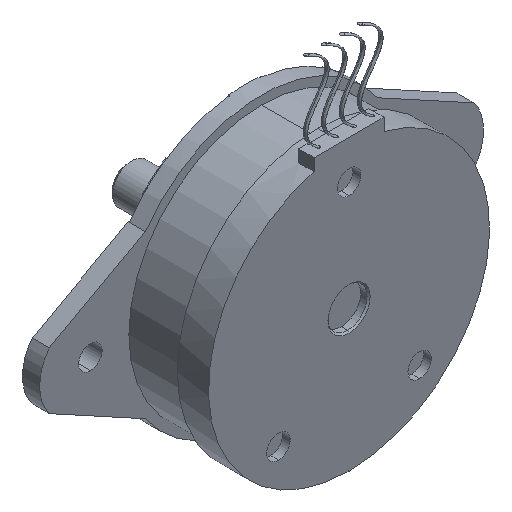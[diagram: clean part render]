
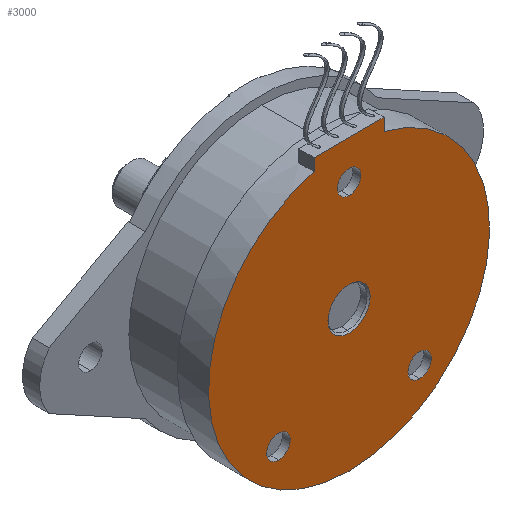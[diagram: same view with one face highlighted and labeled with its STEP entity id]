
A CAD part, isometric view. The second image highlights one B-rep face of the part: STEP entity #3000.
In plain terms, the highlighted planar face has unit normal (0, -1, 0).
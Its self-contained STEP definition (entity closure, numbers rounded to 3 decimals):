
#62 = CARTESIAN_POINT ( 'NONE',  ( -9.041, 0., -12.274 ) ) ;
#89 = CIRCLE ( 'NONE', #1270, 1.5 ) ;
#90 = ORIENTED_EDGE ( 'NONE', *, *, #5636, .T. ) ;
#118 = EDGE_CURVE ( 'NONE', #5366, #1253, #3632, .T. ) ;
#209 = CARTESIAN_POINT ( 'NONE',  ( 0., 0., 15.565 ) ) ;
#230 = DIRECTION ( 'NONE',  ( 0., 0., 1. ) ) ;
#244 = CARTESIAN_POINT ( 'NONE',  ( 0., 0., 0. ) ) ;
#250 = DIRECTION ( 'NONE',  ( 0., 1., 0. ) ) ;
#281 = AXIS2_PLACEMENT_3D ( 'NONE', #244, #298, #1632 ) ;
#298 = DIRECTION ( 'NONE',  ( 0., 1., 0. ) ) ;
#436 = CARTESIAN_POINT ( 'NONE',  ( -9.041, 0., -10.774 ) ) ;
#461 = VERTEX_POINT ( 'NONE', #4984 ) ;
#473 = VECTOR ( 'NONE', #3857, 1000. ) ;
#488 = DIRECTION ( 'NONE',  ( 0., 1., 0. ) ) ;
#759 = CIRCLE ( 'NONE', #3012, 1.5 ) ;
#784 = VERTEX_POINT ( 'NONE', #2310 ) ;
#854 = AXIS2_PLACEMENT_3D ( 'NONE', #4914, #1637, #4889 ) ;
#894 = CARTESIAN_POINT ( 'NONE',  ( 0., 0., 0. ) ) ;
#958 = CARTESIAN_POINT ( 'NONE',  ( -9.041, 0., -9.274 ) ) ;
#983 = VECTOR ( 'NONE', #3355, 1000. ) ;
#1069 = CIRCLE ( 'NONE', #3898, 1.5 ) ;
#1095 = CARTESIAN_POINT ( 'NONE',  ( 4.48, 0., -18.132 ) ) ;
#1111 = CARTESIAN_POINT ( 'NONE',  ( 4.48, 0., 17.434 ) ) ;
#1122 = CARTESIAN_POINT ( 'NONE',  ( 9.041, 0., -12.274 ) ) ;
#1178 = AXIS2_PLACEMENT_3D ( 'NONE', #5218, #2446, #4786 ) ;
#1184 = ORIENTED_EDGE ( 'NONE', *, *, #3345, .T. ) ;
#1187 = DIRECTION ( 'NONE',  ( 0., 0., 1. ) ) ;
#1196 = ORIENTED_EDGE ( 'NONE', *, *, #3386, .T. ) ;
#1253 = VERTEX_POINT ( 'NONE', #62 ) ;
#1270 = AXIS2_PLACEMENT_3D ( 'NONE', #1693, #250, #1671 ) ;
#1327 = DIRECTION ( 'NONE',  ( 0., 0., -1. ) ) ;
#1368 = ORIENTED_EDGE ( 'NONE', *, *, #4603, .T. ) ;
#1374 = CIRCLE ( 'NONE', #281, 18. ) ;
#1436 = EDGE_LOOP ( 'NONE', ( #1196, #4742 ) ) ;
#1458 = DIRECTION ( 'NONE',  ( 0., 0., 1. ) ) ;
#1497 = DIRECTION ( 'NONE',  ( 0., 1., 0. ) ) ;
#1542 = EDGE_CURVE ( 'NONE', #1253, #5366, #759, .T. ) ;
#1581 = DIRECTION ( 'NONE',  ( 0., 1., 0. ) ) ;
#1632 = DIRECTION ( 'NONE',  ( 0., 0., 1. ) ) ;
#1637 = DIRECTION ( 'NONE',  ( 0., 1., 0. ) ) ;
#1669 = FACE_OUTER_BOUND ( 'NONE', #4086, .T. ) ;
#1671 = DIRECTION ( 'NONE',  ( 0., 0., 1. ) ) ;
#1673 = ORIENTED_EDGE ( 'NONE', *, *, #1927, .F. ) ;
#1678 = ORIENTED_EDGE ( 'NONE', *, *, #1951, .T. ) ;
#1693 = CARTESIAN_POINT ( 'NONE',  ( 0., 0., 14.065 ) ) ;
#1863 = CIRCLE ( 'NONE', #2441, 2.7 ) ;
#1918 = DIRECTION ( 'NONE',  ( 0., 0., 1. ) ) ;
#1919 = ORIENTED_EDGE ( 'NONE', *, *, #5316, .F. ) ;
#1927 = EDGE_CURVE ( 'NONE', #3308, #461, #6021, .T. ) ;
#1951 = EDGE_CURVE ( 'NONE', #3693, #3817, #2132, .T. ) ;
#1971 = LINE ( 'NONE', #5691, #473 ) ;
#2047 = CIRCLE ( 'NONE', #3426, 1.5 ) ;
#2132 = CIRCLE ( 'NONE', #2227, 2.7 ) ;
#2198 = VERTEX_POINT ( 'NONE', #209 ) ;
#2227 = AXIS2_PLACEMENT_3D ( 'NONE', #4736, #1581, #4365 ) ;
#2267 = VECTOR ( 'NONE', #5674, 1000. ) ;
#2310 = CARTESIAN_POINT ( 'NONE',  ( 9.041, 0., -9.274 ) ) ;
#2441 = AXIS2_PLACEMENT_3D ( 'NONE', #894, #488, #2749 ) ;
#2446 = DIRECTION ( 'NONE',  ( 0., 1., 0. ) ) ;
#2501 = CARTESIAN_POINT ( 'NONE',  ( -4.48, 0., 19. ) ) ;
#2573 = FACE_BOUND ( 'NONE', #3516, .T. ) ;
#2590 = VERTEX_POINT ( 'NONE', #3902 ) ;
#2605 = VERTEX_POINT ( 'NONE', #3868 ) ;
#2630 = EDGE_CURVE ( 'NONE', #4172, #3212, #5760, .T. ) ;
#2691 = CARTESIAN_POINT ( 'NONE',  ( 9.041, 0., -10.774 ) ) ;
#2749 = DIRECTION ( 'NONE',  ( 0., 0., 1. ) ) ;
#2870 = ORIENTED_EDGE ( 'NONE', *, *, #4622, .F. ) ;
#2886 = CARTESIAN_POINT ( 'NONE',  ( 0., 0., 0. ) ) ;
#2952 = CARTESIAN_POINT ( 'NONE',  ( 0., 0., -2.7 ) ) ;
#3000 = ADVANCED_FACE ( 'NONE', ( #4980, #2573, #3076, #4013, #1669 ), #5895, .F. ) ;
#3012 = AXIS2_PLACEMENT_3D ( 'NONE', #436, #3274, #1918 ) ;
#3036 = CIRCLE ( 'NONE', #1178, 1.5 ) ;
#3058 = CARTESIAN_POINT ( 'NONE',  ( -9.041, 0., -10.774 ) ) ;
#3076 = FACE_BOUND ( 'NONE', #4810, .T. ) ;
#3161 = ORIENTED_EDGE ( 'NONE', *, *, #118, .T. ) ;
#3162 = CARTESIAN_POINT ( 'NONE',  ( 0., 0., 14.065 ) ) ;
#3212 = VERTEX_POINT ( 'NONE', #4546 ) ;
#3214 = ORIENTED_EDGE ( 'NONE', *, *, #1542, .T. ) ;
#3219 = CARTESIAN_POINT ( 'NONE',  ( 0., 0., -18. ) ) ;
#3274 = DIRECTION ( 'NONE',  ( 0., 1., 0. ) ) ;
#3308 = VERTEX_POINT ( 'NONE', #3219 ) ;
#3345 = EDGE_CURVE ( 'NONE', #3817, #3693, #1863, .T. ) ;
#3355 = DIRECTION ( 'NONE',  ( 1., 0., 0. ) ) ;
#3386 = EDGE_CURVE ( 'NONE', #2198, #2605, #1069, .T. ) ;
#3426 = AXIS2_PLACEMENT_3D ( 'NONE', #2691, #4149, #1327 ) ;
#3457 = VERTEX_POINT ( 'NONE', #1122 ) ;
#3516 = EDGE_LOOP ( 'NONE', ( #3161, #3214 ) ) ;
#3536 = AXIS2_PLACEMENT_3D ( 'NONE', #3058, #5391, #230 ) ;
#3632 = CIRCLE ( 'NONE', #3536, 1.5 ) ;
#3693 = VERTEX_POINT ( 'NONE', #2952 ) ;
#3817 = VERTEX_POINT ( 'NONE', #5872 ) ;
#3855 = EDGE_CURVE ( 'NONE', #2605, #2198, #89, .T. ) ;
#3857 = DIRECTION ( 'NONE',  ( 0., 0., 1. ) ) ;
#3868 = CARTESIAN_POINT ( 'NONE',  ( 0., 0., 12.565 ) ) ;
#3898 = AXIS2_PLACEMENT_3D ( 'NONE', #3162, #4897, #1187 ) ;
#3902 = CARTESIAN_POINT ( 'NONE',  ( -4.48, 0., 19. ) ) ;
#4003 = EDGE_LOOP ( 'NONE', ( #1678, #1184 ) ) ;
#4013 = FACE_BOUND ( 'NONE', #1436, .T. ) ;
#4086 = EDGE_LOOP ( 'NONE', ( #4209, #5512, #2870, #1919, #1673 ) ) ;
#4149 = DIRECTION ( 'NONE',  ( 0., 1., 0. ) ) ;
#4172 = VERTEX_POINT ( 'NONE', #1111 ) ;
#4209 = ORIENTED_EDGE ( 'NONE', *, *, #4321, .F. ) ;
#4321 = EDGE_CURVE ( 'NONE', #4172, #3308, #1374, .T. ) ;
#4365 = DIRECTION ( 'NONE',  ( 0., 0., 1. ) ) ;
#4546 = CARTESIAN_POINT ( 'NONE',  ( 4.48, 0., 19. ) ) ;
#4603 = EDGE_CURVE ( 'NONE', #784, #3457, #3036, .T. ) ;
#4622 = EDGE_CURVE ( 'NONE', #2590, #3212, #5712, .T. ) ;
#4736 = CARTESIAN_POINT ( 'NONE',  ( 0., 0., 0. ) ) ;
#4742 = ORIENTED_EDGE ( 'NONE', *, *, #3855, .T. ) ;
#4786 = DIRECTION ( 'NONE',  ( 0., 0., -1. ) ) ;
#4810 = EDGE_LOOP ( 'NONE', ( #1368, #90 ) ) ;
#4889 = DIRECTION ( 'NONE',  ( 0., 0., 1. ) ) ;
#4897 = DIRECTION ( 'NONE',  ( 0., 1., 0. ) ) ;
#4914 = CARTESIAN_POINT ( 'NONE',  ( 0., 0., 0. ) ) ;
#4980 = FACE_BOUND ( 'NONE', #4003, .T. ) ;
#4984 = CARTESIAN_POINT ( 'NONE',  ( -4.48, 0., 17.434 ) ) ;
#5218 = CARTESIAN_POINT ( 'NONE',  ( 9.041, 0., -10.774 ) ) ;
#5316 = EDGE_CURVE ( 'NONE', #461, #2590, #1971, .T. ) ;
#5366 = VERTEX_POINT ( 'NONE', #958 ) ;
#5391 = DIRECTION ( 'NONE',  ( 0., 1., 0. ) ) ;
#5512 = ORIENTED_EDGE ( 'NONE', *, *, #2630, .T. ) ;
#5636 = EDGE_CURVE ( 'NONE', #3457, #784, #2047, .T. ) ;
#5645 = AXIS2_PLACEMENT_3D ( 'NONE', #2886, #1497, #1458 ) ;
#5674 = DIRECTION ( 'NONE',  ( 0., 0., 1. ) ) ;
#5691 = CARTESIAN_POINT ( 'NONE',  ( -4.48, 0., -18.132 ) ) ;
#5712 = LINE ( 'NONE', #2501, #983 ) ;
#5760 = LINE ( 'NONE', #1095, #2267 ) ;
#5872 = CARTESIAN_POINT ( 'NONE',  ( 0., 0., 2.7 ) ) ;
#5895 = PLANE ( 'NONE',  #854 ) ;
#6021 = CIRCLE ( 'NONE', #5645, 18. ) ;
